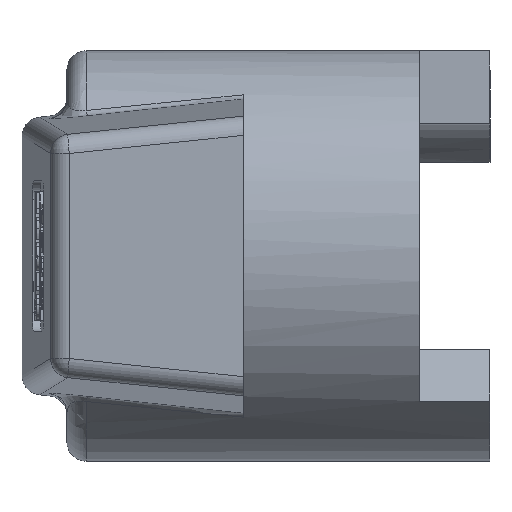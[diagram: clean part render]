
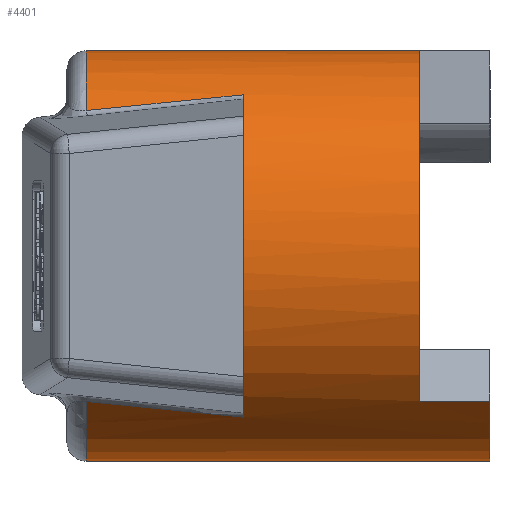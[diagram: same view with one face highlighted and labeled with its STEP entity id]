
A CAD part, left-side view. The second image highlights one B-rep face of the part: STEP entity #4401.
In plain terms, the highlighted cylindrical face has radius 16.256 mm (diameter 32.512 mm), a full revolution.
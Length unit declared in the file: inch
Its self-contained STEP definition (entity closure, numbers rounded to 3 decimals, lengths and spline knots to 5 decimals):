
#162=FACE_BOUND('',#612,.T.);
#288=CYLINDRICAL_SURFACE('',#4721,0.64);
#347=FACE_OUTER_BOUND('',#611,.T.);
#611=EDGE_LOOP('',(#3015,#3016,#3017,#3018,#3019,#3020,#3021,#3022,#3023,
#3024,#3025,#3026,#3027,#3028,#3029,#3030));
#612=EDGE_LOOP('',(#3031,#3032,#3033,#3034,#3035,#3036,#3037,#3038));
#873=CIRCLE('',#4664,0.64);
#875=CIRCLE('',#4667,0.64);
#900=CIRCLE('',#4723,0.64);
#901=CIRCLE('',#4725,0.64);
#902=CIRCLE('',#4727,0.64);
#903=CIRCLE('',#4729,0.64);
#904=CIRCLE('',#4731,0.64);
#905=CIRCLE('',#4733,0.64);
#906=CIRCLE('',#4735,0.64);
#907=CIRCLE('',#4736,0.64);
#989=LINE('',#6261,#1377);
#990=LINE('',#6264,#1378);
#991=LINE('',#6266,#1379);
#992=LINE('',#6269,#1380);
#1377=VECTOR('',#5182,0.3937);
#1378=VECTOR('',#5185,0.3937);
#1379=VECTOR('',#5186,0.3937);
#1380=VECTOR('',#5189,0.3937);
#1735=ELLIPSE('',#4677,0.64096,0.64);
#1740=ELLIPSE('',#4698,0.64043,0.64);
#1742=ELLIPSE('',#4718,6.40667,0.64);
#1745=ELLIPSE('',#4722,6.40667,0.64);
#1746=ELLIPSE('',#4724,6.69073,0.64);
#1747=ELLIPSE('',#4726,6.69073,0.64);
#1748=ELLIPSE('',#4728,6.40667,0.64);
#1749=ELLIPSE('',#4730,6.69073,0.64);
#1750=ELLIPSE('',#4732,6.69073,0.64);
#1751=ELLIPSE('',#4734,6.40667,0.64);
#1801=VERTEX_POINT('',#6046);
#1802=VERTEX_POINT('',#6048);
#1804=VERTEX_POINT('',#6054);
#1805=VERTEX_POINT('',#6056);
#1813=VERTEX_POINT('',#6103);
#1814=VERTEX_POINT('',#6105);
#1824=VERTEX_POINT('',#6168);
#1825=VERTEX_POINT('',#6170);
#1835=VERTEX_POINT('',#6230);
#1837=VERTEX_POINT('',#6236);
#1838=VERTEX_POINT('',#6238);
#1839=VERTEX_POINT('',#6240);
#1840=VERTEX_POINT('',#6242);
#1841=VERTEX_POINT('',#6244);
#1842=VERTEX_POINT('',#6247);
#1843=VERTEX_POINT('',#6249);
#1844=VERTEX_POINT('',#6251);
#1845=VERTEX_POINT('',#6253);
#1846=VERTEX_POINT('',#6255);
#1847=VERTEX_POINT('',#6257);
#1848=VERTEX_POINT('',#6260);
#1849=VERTEX_POINT('',#6262);
#1850=VERTEX_POINT('',#6265);
#1851=VERTEX_POINT('',#6267);
#2240=EDGE_CURVE('',#1802,#1801,#873,.T.);
#2244=EDGE_CURVE('',#1805,#1804,#875,.T.);
#2256=EDGE_CURVE('',#1813,#1814,#1735,.T.);
#2276=EDGE_CURVE('',#1824,#1825,#1740,.T.);
#2295=EDGE_CURVE('',#1825,#1835,#1742,.T.);
#2298=EDGE_CURVE('',#1837,#1813,#1745,.T.);
#2299=EDGE_CURVE('',#1837,#1838,#900,.T.);
#2300=EDGE_CURVE('',#1839,#1838,#1746,.T.);
#2301=EDGE_CURVE('',#1840,#1839,#901,.T.);
#2302=EDGE_CURVE('',#1841,#1840,#1747,.T.);
#2303=EDGE_CURVE('',#1841,#1835,#902,.T.);
#2304=EDGE_CURVE('',#1842,#1824,#1748,.T.);
#2305=EDGE_CURVE('',#1842,#1843,#903,.T.);
#2306=EDGE_CURVE('',#1844,#1843,#1749,.T.);
#2307=EDGE_CURVE('',#1845,#1844,#904,.T.);
#2308=EDGE_CURVE('',#1846,#1845,#1750,.T.);
#2309=EDGE_CURVE('',#1846,#1847,#905,.T.);
#2310=EDGE_CURVE('',#1814,#1847,#1751,.T.);
#2311=EDGE_CURVE('',#1804,#1848,#989,.T.);
#2312=EDGE_CURVE('',#1849,#1848,#906,.T.);
#2313=EDGE_CURVE('',#1802,#1849,#990,.T.);
#2314=EDGE_CURVE('',#1801,#1850,#991,.T.);
#2315=EDGE_CURVE('',#1851,#1850,#907,.T.);
#2316=EDGE_CURVE('',#1805,#1851,#992,.T.);
#3015=ORIENTED_EDGE('',*,*,#2256,.F.);
#3016=ORIENTED_EDGE('',*,*,#2298,.F.);
#3017=ORIENTED_EDGE('',*,*,#2299,.T.);
#3018=ORIENTED_EDGE('',*,*,#2300,.F.);
#3019=ORIENTED_EDGE('',*,*,#2301,.F.);
#3020=ORIENTED_EDGE('',*,*,#2302,.F.);
#3021=ORIENTED_EDGE('',*,*,#2303,.T.);
#3022=ORIENTED_EDGE('',*,*,#2295,.F.);
#3023=ORIENTED_EDGE('',*,*,#2276,.F.);
#3024=ORIENTED_EDGE('',*,*,#2304,.F.);
#3025=ORIENTED_EDGE('',*,*,#2305,.T.);
#3026=ORIENTED_EDGE('',*,*,#2306,.F.);
#3027=ORIENTED_EDGE('',*,*,#2307,.F.);
#3028=ORIENTED_EDGE('',*,*,#2308,.F.);
#3029=ORIENTED_EDGE('',*,*,#2309,.T.);
#3030=ORIENTED_EDGE('',*,*,#2310,.F.);
#3031=ORIENTED_EDGE('',*,*,#2244,.T.);
#3032=ORIENTED_EDGE('',*,*,#2311,.T.);
#3033=ORIENTED_EDGE('',*,*,#2312,.F.);
#3034=ORIENTED_EDGE('',*,*,#2313,.F.);
#3035=ORIENTED_EDGE('',*,*,#2240,.T.);
#3036=ORIENTED_EDGE('',*,*,#2314,.T.);
#3037=ORIENTED_EDGE('',*,*,#2315,.F.);
#3038=ORIENTED_EDGE('',*,*,#2316,.F.);
#4401=ADVANCED_FACE('',(#347,#162),#288,.T.);
#4664=AXIS2_PLACEMENT_3D('',#6049,#5019,#5020);
#4667=AXIS2_PLACEMENT_3D('',#6057,#5027,#5028);
#4677=AXIS2_PLACEMENT_3D('',#6106,#5052,#5053);
#4698=AXIS2_PLACEMENT_3D('',#6171,#5102,#5103);
#4718=AXIS2_PLACEMENT_3D('',#6231,#5148,#5149);
#4721=AXIS2_PLACEMENT_3D('',#6235,#5154,#5155);
#4722=AXIS2_PLACEMENT_3D('',#6237,#5156,#5157);
#4723=AXIS2_PLACEMENT_3D('',#6239,#5158,#5159);
#4724=AXIS2_PLACEMENT_3D('',#6241,#5160,#5161);
#4725=AXIS2_PLACEMENT_3D('',#6243,#5162,#5163);
#4726=AXIS2_PLACEMENT_3D('',#6245,#5164,#5165);
#4727=AXIS2_PLACEMENT_3D('',#6246,#5166,#5167);
#4728=AXIS2_PLACEMENT_3D('',#6248,#5168,#5169);
#4729=AXIS2_PLACEMENT_3D('',#6250,#5170,#5171);
#4730=AXIS2_PLACEMENT_3D('',#6252,#5172,#5173);
#4731=AXIS2_PLACEMENT_3D('',#6254,#5174,#5175);
#4732=AXIS2_PLACEMENT_3D('',#6256,#5176,#5177);
#4733=AXIS2_PLACEMENT_3D('',#6258,#5178,#5179);
#4734=AXIS2_PLACEMENT_3D('',#6259,#5180,#5181);
#4735=AXIS2_PLACEMENT_3D('',#6263,#5183,#5184);
#4736=AXIS2_PLACEMENT_3D('',#6268,#5187,#5188);
#5019=DIRECTION('center_axis',(0.,1.,0.));
#5020=DIRECTION('ref_axis',(-1.,0.,0.));
#5027=DIRECTION('center_axis',(0.,1.,0.));
#5028=DIRECTION('ref_axis',(-1.,0.,0.));
#5052=DIRECTION('center_axis',(0.055,0.998,0.));
#5053=DIRECTION('ref_axis',(0.998,-0.055,0.));
#5102=DIRECTION('center_axis',(-0.037,0.999,0.));
#5103=DIRECTION('ref_axis',(-0.999,-0.037,0.));
#5148=DIRECTION('center_axis',(-0.024,0.1,0.995));
#5149=DIRECTION('ref_axis',(-0.002,-0.995,0.1));
#5154=DIRECTION('center_axis',(0.,1.,0.));
#5155=DIRECTION('ref_axis',(-1.,0.,0.));
#5156=DIRECTION('center_axis',(0.048,0.1,0.994));
#5157=DIRECTION('ref_axis',(0.005,-0.995,0.1));
#5158=DIRECTION('center_axis',(0.,-1.,0.));
#5159=DIRECTION('ref_axis',(-1.,0.,0.));
#5160=DIRECTION('center_axis',(-0.048,-0.096,
-0.994));
#5161=DIRECTION('ref_axis',(0.005,-0.995,0.096));
#5162=DIRECTION('center_axis',(0.,1.,0.));
#5163=DIRECTION('ref_axis',(0.012,0.,1.));
#5164=DIRECTION('center_axis',(0.024,-0.096,-0.995));
#5165=DIRECTION('ref_axis',(-0.002,-0.995,0.096));
#5166=DIRECTION('center_axis',(0.,-1.,0.));
#5167=DIRECTION('ref_axis',(-1.,0.,0.));
#5168=DIRECTION('center_axis',(-0.024,0.1,-0.995));
#5169=DIRECTION('ref_axis',(-0.002,-0.995,-0.1));
#5170=DIRECTION('center_axis',(0.,-1.,0.));
#5171=DIRECTION('ref_axis',(-1.,0.,0.));
#5172=DIRECTION('center_axis',(0.024,-0.096,0.995));
#5173=DIRECTION('ref_axis',(-0.002,-0.995,-0.096));
#5174=DIRECTION('center_axis',(0.,1.,0.));
#5175=DIRECTION('ref_axis',(0.012,0.,-1.));
#5176=DIRECTION('center_axis',(-0.048,-0.096,
0.994));
#5177=DIRECTION('ref_axis',(0.005,-0.995,-0.096));
#5178=DIRECTION('center_axis',(0.,-1.,0.));
#5179=DIRECTION('ref_axis',(-1.,0.,0.));
#5180=DIRECTION('center_axis',(0.048,0.1,-0.994));
#5181=DIRECTION('ref_axis',(0.005,-0.995,-0.1));
#5182=DIRECTION('',(0.,-1.,0.));
#5183=DIRECTION('center_axis',(0.,-1.,0.));
#5184=DIRECTION('ref_axis',(1.,0.,0.));
#5185=DIRECTION('',(0.,-1.,0.));
#5186=DIRECTION('',(0.,-1.,0.));
#5187=DIRECTION('center_axis',(0.,-1.,0.));
#5188=DIRECTION('ref_axis',(1.,0.,0.));
#5189=DIRECTION('',(0.,-1.,0.));
#6046=CARTESIAN_POINT('',(0.,-0.55,-0.64));
#6048=CARTESIAN_POINT('',(0.45255,-0.55,0.45255));
#6049=CARTESIAN_POINT('Origin',(0.,-0.55,0.));
#6054=CARTESIAN_POINT('',(0.,-0.55,0.64));
#6056=CARTESIAN_POINT('',(-0.45255,-0.55,-0.45255));
#6057=CARTESIAN_POINT('Origin',(0.,-0.55,0.));
#6103=CARTESIAN_POINT('',(0.60135,0.46675,0.21904));
#6105=CARTESIAN_POINT('',(0.60135,0.46675,-0.21904));
#6106=CARTESIAN_POINT('Origin',(0.,0.49974,0.));
#6168=CARTESIAN_POINT('',(-0.5963,0.47808,-0.23243));
#6170=CARTESIAN_POINT('',(-0.5963,0.47808,0.23243));
#6171=CARTESIAN_POINT('Origin',(0.,0.49988,0.));
#6230=CARTESIAN_POINT('',(-0.57503,0.,0.28096));
#6231=CARTESIAN_POINT('Origin',(0.,2.93807,0.));
#6235=CARTESIAN_POINT('Origin',(0.,0.,0.));
#6236=CARTESIAN_POINT('',(0.58169,0.,0.2669));
#6237=CARTESIAN_POINT('Origin',(0.,2.93399,0.));
#6238=CARTESIAN_POINT('',(0.40847,0.,0.4927));
#6239=CARTESIAN_POINT('Origin',(0.,0.,0.));
#6240=CARTESIAN_POINT('',(0.46191,0.49,0.44298));
#6241=CARTESIAN_POINT('Origin',(0.,5.32568,0.));
#6242=CARTESIAN_POINT('',(-0.45093,0.49,0.45416));
#6243=CARTESIAN_POINT('Origin',(0.,0.49,0.));
#6244=CARTESIAN_POINT('',(-0.39622,0.,0.5026));
#6245=CARTESIAN_POINT('Origin',(0.,5.32976,0.));
#6246=CARTESIAN_POINT('Origin',(0.,0.,0.));
#6247=CARTESIAN_POINT('',(-0.57503,0.,-0.28096));
#6248=CARTESIAN_POINT('Origin',(0.,2.93807,0.));
#6249=CARTESIAN_POINT('',(-0.39622,0.,-0.5026));
#6250=CARTESIAN_POINT('Origin',(0.,0.,0.));
#6251=CARTESIAN_POINT('',(-0.45093,0.49,-0.45416));
#6252=CARTESIAN_POINT('Origin',(0.,5.32976,0.));
#6253=CARTESIAN_POINT('',(0.46191,0.49,-0.44298));
#6254=CARTESIAN_POINT('Origin',(0.,0.49,0.));
#6255=CARTESIAN_POINT('',(0.40847,0.,-0.4927));
#6256=CARTESIAN_POINT('Origin',(0.,5.32568,0.));
#6257=CARTESIAN_POINT('',(0.58169,0.,-0.2669));
#6258=CARTESIAN_POINT('Origin',(0.,0.,0.));
#6259=CARTESIAN_POINT('Origin',(0.,2.93399,0.));
#6260=CARTESIAN_POINT('',(0.,-0.77,0.64));
#6261=CARTESIAN_POINT('',(0.,-0.55,0.64));
#6262=CARTESIAN_POINT('',(0.45255,-0.77,0.45255));
#6263=CARTESIAN_POINT('Origin',(0.,-0.77,0.));
#6264=CARTESIAN_POINT('',(0.45255,-0.55,0.45255));
#6265=CARTESIAN_POINT('',(0.,-0.77,-0.64));
#6266=CARTESIAN_POINT('',(0.,-0.55,-0.64));
#6267=CARTESIAN_POINT('',(-0.45255,-0.77,-0.45255));
#6268=CARTESIAN_POINT('Origin',(0.,-0.77,0.));
#6269=CARTESIAN_POINT('',(-0.45255,-0.55,-0.45255));
